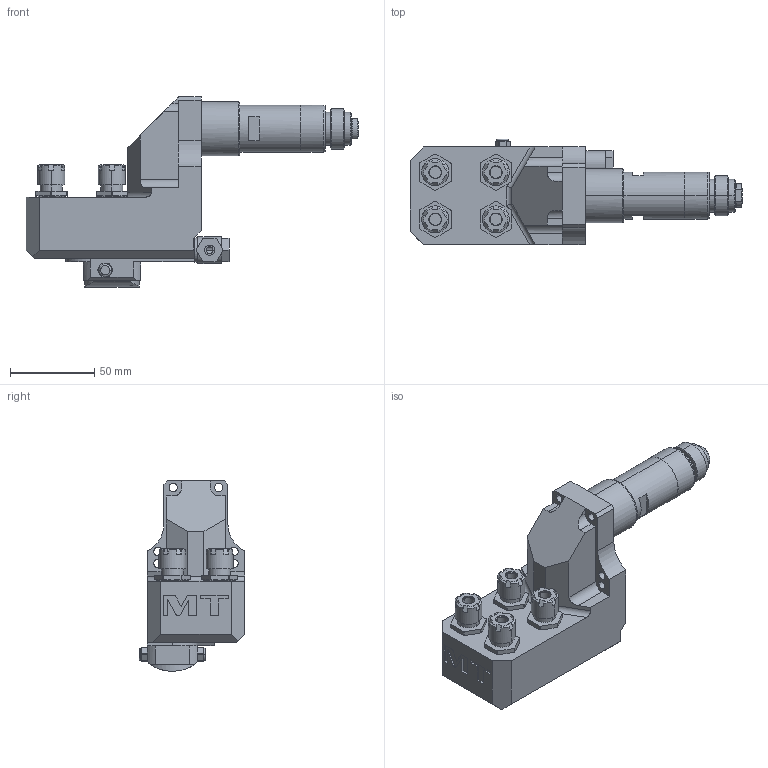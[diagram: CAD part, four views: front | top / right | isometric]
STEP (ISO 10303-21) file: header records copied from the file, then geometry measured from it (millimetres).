
FILE_DESCRIPTION((''),'2;1');
FILE_NAME('NMR0100111_CONF','2025-01-09T15:41:19',('fpalella'),('M.T. srl'),'CREO PARAMETRIC BY PTC INC, 2023352','CREO PARAMETRIC BY PTC INC, 2023352','');
FILE_SCHEMA(('CONFIG_CONTROL_DESIGN'));
Length unit declared in the file: millimetre
Products named in the file (1): NMR0100111_CONF
Bounding box: 197.05 x 62.7 x 112.99 mm (x, y, z)
Volume: 386501.1 mm3; surface area: 52259.5 mm2
Topology: 1 solids, 1 shells, 485 faces, 1257 edges, 818 vertices
Faces by surface type: plane 265, cylinder 144, cone 67, torus 5, bspline 2, extrusion 2
Entity records: 16236 total; most frequent: CARTESIAN_POINT 4244, ORIENTED_EDGE 2506, DIRECTION 2463, EDGE_CURVE 1253, AXIS2_PLACEMENT_3D 878, VERTEX_POINT 818, VECTOR 707, LINE 705
